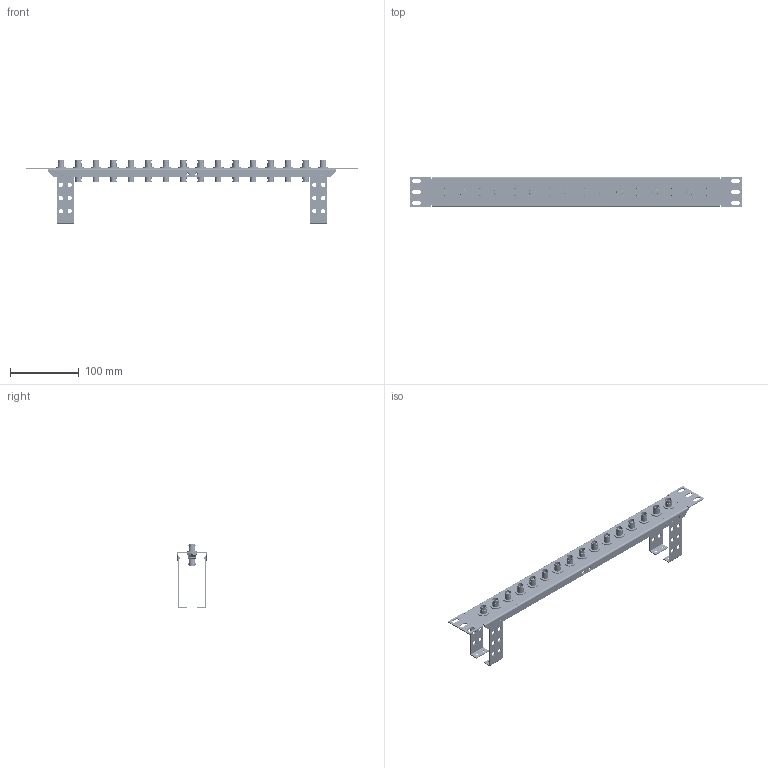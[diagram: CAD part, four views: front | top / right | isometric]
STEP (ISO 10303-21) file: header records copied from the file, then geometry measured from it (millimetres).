
FILE_DESCRIPTION (( 'STEP AP203' ), '1' );
FILE_NAME ('PR175B16GCMB.STEP', '2014-10-15T18:40:44', ( 'x' ), ( '' ), 'SwSTEP 2.0', 'SolidWorks 2014', '' );
FILE_SCHEMA (( 'CONFIG_CONTROL_DESIGN' ));
Length unit declared in the file: inch
Products named in the file (8): PR175-16BLK; flat head phillips_4-40 x .187 FLAT HEAD SCREW; PR-CMB-B175; BA1087; 3AA02-008; 3AA03-005; PR175B16GCMB
Assembly tree (32 placements, depth 3):
  PR175B16GCMB
    PR175-16BLK
    flat head phillips_4-40 x .187 FLAT HEAD SCREW  x8
    PR-CMB-B175  x4
    BA1087  x16
      BA1087
      3AA02-008
      3AA03-005
Bounding box: 482.6 x 43.94 x 93.88 mm (x, y, z)
Volume: 89601 mm3; surface area: 125225.3 mm2
Topology: 61 solids, 61 shells, 5021 faces, 12904 edges, 8264 vertices
Faces by surface type: plane 1997, cylinder 1632, cone 1176, bspline 152, torus 64
Entity records: 34501 total; most frequent: CARTESIAN_POINT 11915, ORIENTED_EDGE 4596, DIRECTION 3883, EDGE_CURVE 2298, VERTEX_POINT 1496, LINE 1475, VECTOR 1475, AXIS2_PLACEMENT_3D 1204
